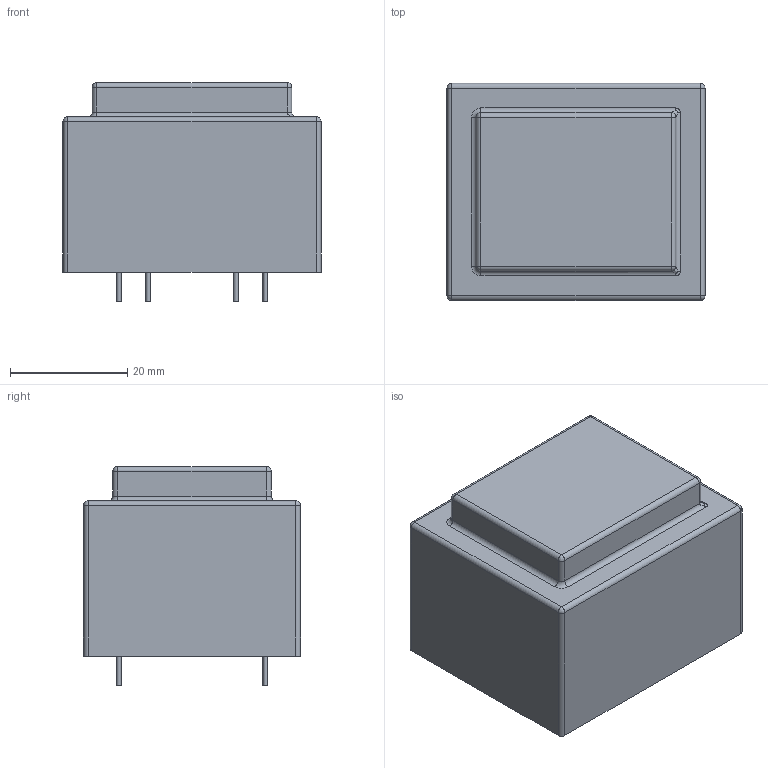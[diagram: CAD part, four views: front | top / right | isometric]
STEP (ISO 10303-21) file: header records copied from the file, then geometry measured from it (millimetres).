
FILE_DESCRIPTION(/* description */ ('Unknown'),/* implementation_level */ '2;1');
FILE_NAME(/* name */ ' 44230',/* time_stamp */ '2024-01-11T14:22:02+02:00',/* author */ ('Unknown'),/* organization */ ('Unknown'),/* preprocessor_version */ 'ST-DEVELOPER v18.102',/* originating_system */ 'Solid Edge',/* authorisation */ 'Unknown');
FILE_SCHEMA (('AUTOMOTIVE_DESIGN {1 0 10303 214 3 1 1}'));
Length unit declared in the file: millimetre
Products named in the file (1):  44230
Bounding box: 44 x 37 x 37.3 mm (x, y, z)
Volume: 47677.7 mm3; surface area: 8229.8 mm2
Topology: 1 solids, 1 shells, 62 faces, 136 edges, 76 vertices
Faces by surface type: cylinder 26, plane 22, sphere 8, torus 4, bspline 2
Full cylindrical faces by diameter (mm): 0.8 x6
Entity records: 2049 total; most frequent: DIRECTION 298, CARTESIAN_POINT 293, ORIENTED_EDGE 236, AXIS2_PLACEMENT_3D 121, EDGE_CURVE 118, EDGE_LOOP 76, FACE_BOUND 76, VERTEX_POINT 72
